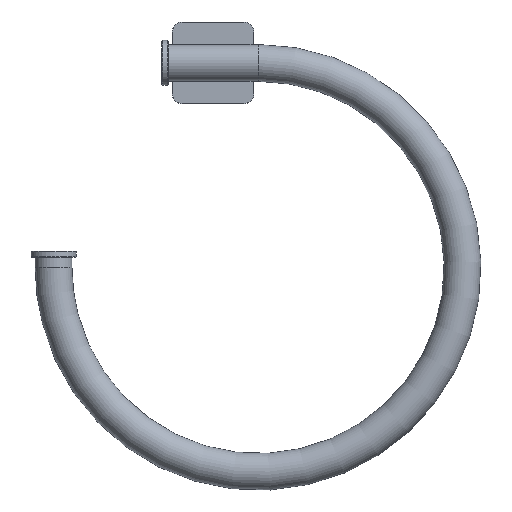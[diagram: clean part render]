
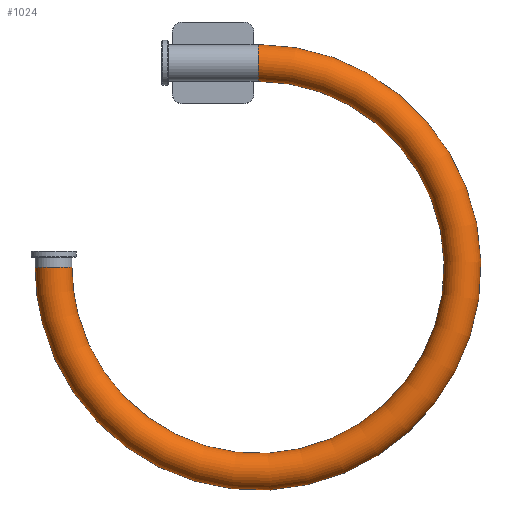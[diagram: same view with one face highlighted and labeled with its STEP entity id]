
A CAD part, front view. The second image highlights one B-rep face of the part: STEP entity #1024.
In plain terms, the highlighted toroidal (fillet/blend) face has major radius 100 mm and minor radius 9 mm.
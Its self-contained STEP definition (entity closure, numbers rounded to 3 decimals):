
#77=TOROIDAL_SURFACE('',#1228,100.,9.);
#370=ORIENTED_EDGE('',*,*,#506,.F.);
#371=ORIENTED_EDGE('',*,*,#494,.F.);
#494=EDGE_CURVE('',#582,#582,#664,.T.);
#506=EDGE_CURVE('',#592,#592,#674,.F.);
#582=VERTEX_POINT('',#1869);
#592=VERTEX_POINT('',#1913);
#664=CIRCLE('',#1207,9.);
#674=CIRCLE('',#1227,9.);
#779=EDGE_LOOP('',(#370));
#780=EDGE_LOOP('',(#371));
#907=FACE_BOUND('',#779,.T.);
#908=FACE_BOUND('',#780,.T.);
#1024=ADVANCED_FACE('',(#907,#908),#77,.T.);
#1207=AXIS2_PLACEMENT_3D('',#1868,#1500,#1501);
#1227=AXIS2_PLACEMENT_3D('',#1912,#1540,#1541);
#1228=AXIS2_PLACEMENT_3D('',#1914,#1542,#1543);
#1500=DIRECTION('',(-1.,0.,0.));
#1501=DIRECTION('',(0.,0.,1.));
#1540=DIRECTION('',(0.,-1.,0.));
#1541=DIRECTION('',(0.,0.,1.));
#1542=DIRECTION('',(0.,0.,-1.));
#1543=DIRECTION('',(-1.,0.,0.));
#1868=CARTESIAN_POINT('',(22.,0.,0.));
#1869=CARTESIAN_POINT('',(22.,0.,9.));
#1912=CARTESIAN_POINT('',(-78.,-100.,0.));
#1913=CARTESIAN_POINT('',(-78.,-100.,9.));
#1914=CARTESIAN_POINT('',(22.,-100.,0.));
